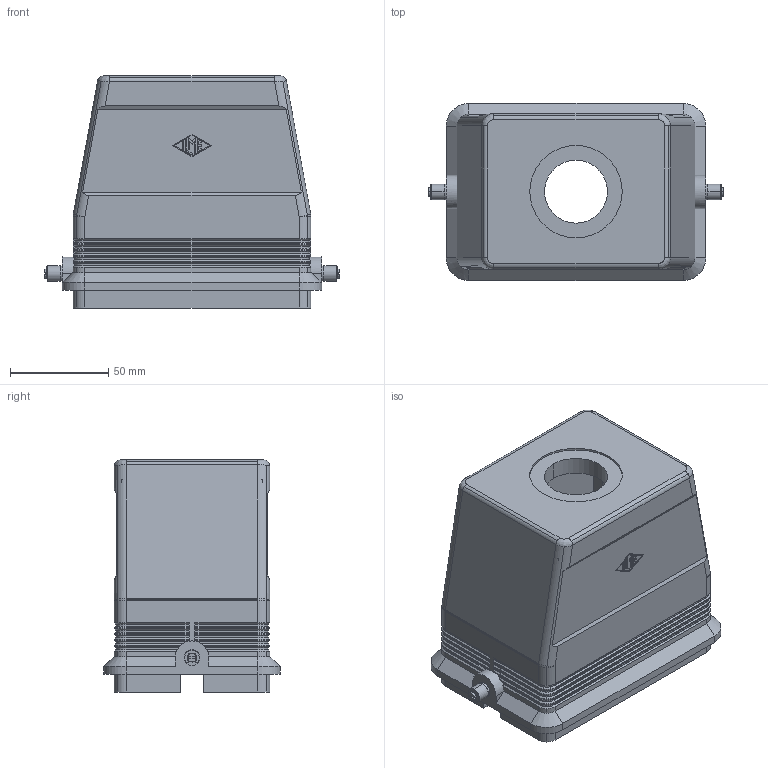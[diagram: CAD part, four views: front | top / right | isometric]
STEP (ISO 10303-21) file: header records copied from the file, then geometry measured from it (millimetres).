
FILE_DESCRIPTION((''),'2;1');
FILE_NAME('MFV 48 L32.stp','2007-01-02T15:48:24',('CADmaster'),(''),'Autodesk Inventor 7','Autodesk Inventor 7','');
FILE_SCHEMA(('AUTOMOTIVE_DESIGN { 1 0 10303 214 1 1 1 1 }'));
Length unit declared in the file: millimetre
Products named in the file (1): CH_MH Tüllengehäuse Verschluss für 1 Bügel  104_62 Teil 2
Bounding box: 150.5 x 90 x 118 mm (x, y, z)
Volume: 233862.6 mm3; surface area: 107389.7 mm2
Topology: 1 solids, 1 shells, 672 faces, 1762 edges, 1095 vertices
Faces by surface type: plane 246, cylinder 177, bspline 151, cone 94, sphere 4
Entity records: 21801 total; most frequent: CARTESIAN_POINT 5269, ORIENTED_EDGE 3500, DIRECTION 3439, EDGE_CURVE 1750, AXIS2_PLACEMENT_3D 1167, VECTOR 1105, LINE 1105, VERTEX_POINT 1095
